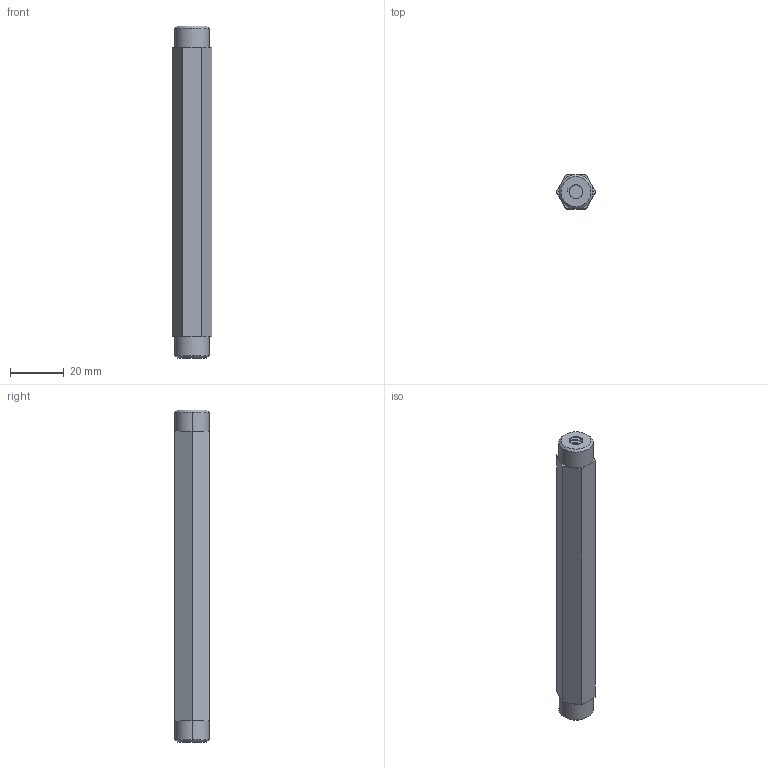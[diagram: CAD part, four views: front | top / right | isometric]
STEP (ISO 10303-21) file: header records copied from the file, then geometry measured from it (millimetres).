
FILE_DESCRIPTION (( 'STEP AP203' ), '1' );
FILE_NAME ('4400-23-P-0409 (2 Piezas) MS.STEP', '2023-02-25T01:07:40', ( '' ), ( '' ), 'SwSTEP 2.0', 'SolidWorks 2022', '' );
FILE_SCHEMA (( 'CONFIG_CONTROL_DESIGN' ));
Length unit declared in the file: inch
Products named in the file (1): 4400-23-P-0409 (2 Piezas) MS
Bounding box: 14.66 x 12.7 x 123.26 mm (x, y, z)
Volume: 16025.8 mm3; surface area: 6738.7 mm2
Topology: 1 solids, 1 shells, 106 faces, 276 edges, 174 vertices
Faces by surface type: cylinder 70, plane 26, bspline 6, cone 4
Entity records: 7657 total; most frequent: CARTESIAN_POINT 5363, ORIENTED_EDGE 552, DIRECTION 386, EDGE_CURVE 276, VERTEX_POINT 174, AXIS2_PLACEMENT_3D 135, LINE 116, VECTOR 116
